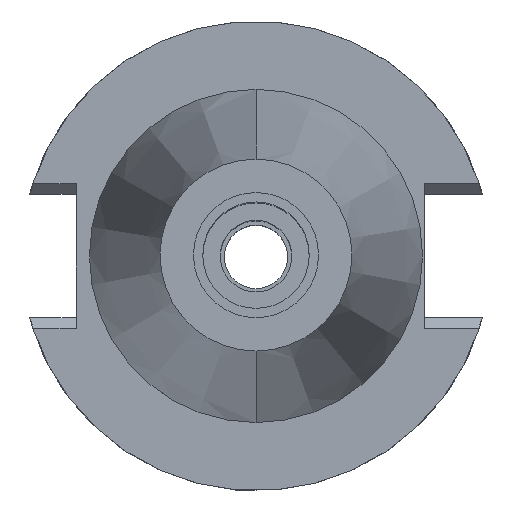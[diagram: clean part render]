
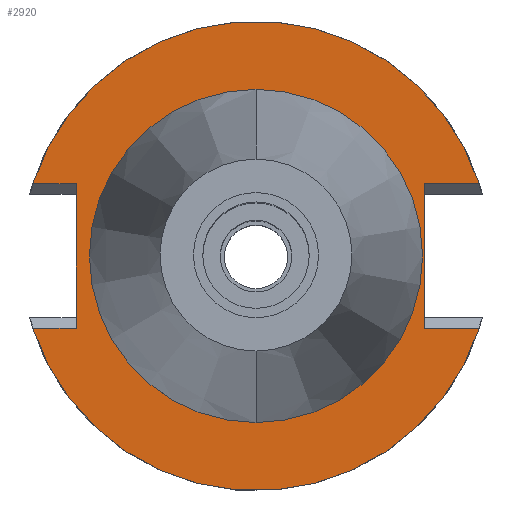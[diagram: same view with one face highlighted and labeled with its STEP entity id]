
A CAD part, top view. The second image highlights one B-rep face of the part: STEP entity #2920.
In plain terms, the highlighted planar face has unit normal (0, 0, 1).
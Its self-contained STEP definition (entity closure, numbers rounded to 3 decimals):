
#40 = DIRECTION ( 'NONE',  ( 0., -1., 0. ) ) ;
#63 = ORIENTED_EDGE ( 'NONE', *, *, #2074, .F. ) ;
#81 = LINE ( 'NONE', #3151, #327 ) ;
#94 = DIRECTION ( 'NONE',  ( 1., 0., 0. ) ) ;
#197 = DIRECTION ( 'NONE',  ( 0., 1., 0. ) ) ;
#202 = VERTEX_POINT ( 'NONE', #235 ) ;
#204 = DIRECTION ( 'NONE',  ( -1., 0., 0. ) ) ;
#221 = ORIENTED_EDGE ( 'NONE', *, *, #433, .T. ) ;
#235 = CARTESIAN_POINT ( 'NONE',  ( -37.68, 15.155, -1.5 ) ) ;
#262 = CIRCLE ( 'NONE', #2147, 34.925 ) ;
#303 = ORIENTED_EDGE ( 'NONE', *, *, #1545, .F. ) ;
#317 = VECTOR ( 'NONE', #972, 1000. ) ;
#327 = VECTOR ( 'NONE', #1122, 1000. ) ;
#342 = VERTEX_POINT ( 'NONE', #2645 ) ;
#359 = LINE ( 'NONE', #1658, #749 ) ;
#370 = ORIENTED_EDGE ( 'NONE', *, *, #506, .F. ) ;
#433 = EDGE_CURVE ( 'NONE', #3271, #474, #2982, .T. ) ;
#474 = VERTEX_POINT ( 'NONE', #1956 ) ;
#478 = VERTEX_POINT ( 'NONE', #2693 ) ;
#506 = EDGE_CURVE ( 'NONE', #478, #735, #359, .T. ) ;
#533 = VERTEX_POINT ( 'NONE', #2832 ) ;
#585 = CIRCLE ( 'NONE', #1334, 49.212 ) ;
#586 = ORIENTED_EDGE ( 'NONE', *, *, #2984, .F. ) ;
#591 = DIRECTION ( 'NONE',  ( 0., 1., 0. ) ) ;
#614 = DIRECTION ( 'NONE',  ( 0., 0., 1. ) ) ;
#700 = VECTOR ( 'NONE', #1859, 1000. ) ;
#735 = VERTEX_POINT ( 'NONE', #825 ) ;
#749 = VECTOR ( 'NONE', #94, 1000. ) ;
#777 = DIRECTION ( 'NONE',  ( 0., -1., 0. ) ) ;
#810 = EDGE_CURVE ( 'NONE', #533, #3121, #1974, .T. ) ;
#825 = CARTESIAN_POINT ( 'NONE',  ( 46.821, -15.155, -1.5 ) ) ;
#836 = CARTESIAN_POINT ( 'NONE',  ( 35.27, 15.155, -1.5 ) ) ;
#863 = LINE ( 'NONE', #2393, #1182 ) ;
#892 = CARTESIAN_POINT ( 'NONE',  ( -37.68, -15.155, -1.5 ) ) ;
#904 = DIRECTION ( 'NONE',  ( 0., 0., -1. ) ) ;
#972 = DIRECTION ( 'NONE',  ( 0., -1., 0. ) ) ;
#1008 = CARTESIAN_POINT ( 'NONE',  ( 0., 0., -1.5 ) ) ;
#1048 = EDGE_CURVE ( 'NONE', #735, #474, #585, .T. ) ;
#1117 = EDGE_CURVE ( 'NONE', #1178, #3121, #3159, .T. ) ;
#1122 = DIRECTION ( 'NONE',  ( -1., 0., 0. ) ) ;
#1129 = ORIENTED_EDGE ( 'NONE', *, *, #1048, .F. ) ;
#1156 = CARTESIAN_POINT ( 'NONE',  ( 46.821, 15.155, -1.5 ) ) ;
#1178 = VERTEX_POINT ( 'NONE', #1689 ) ;
#1182 = VECTOR ( 'NONE', #1856, 1000. ) ;
#1270 = EDGE_CURVE ( 'NONE', #1178, #478, #3239, .T. ) ;
#1271 = DIRECTION ( 'NONE',  ( 0., 0., -1. ) ) ;
#1288 = PLANE ( 'NONE',  #2400 ) ;
#1318 = AXIS2_PLACEMENT_3D ( 'NONE', #1473, #2262, #777 ) ;
#1334 = AXIS2_PLACEMENT_3D ( 'NONE', #3209, #904, #40 ) ;
#1424 = CARTESIAN_POINT ( 'NONE',  ( -37.68, -15.155, -1.5 ) ) ;
#1434 = VECTOR ( 'NONE', #204, 1000. ) ;
#1473 = CARTESIAN_POINT ( 'NONE',  ( 0., 0., -1.5 ) ) ;
#1545 = EDGE_CURVE ( 'NONE', #3252, #342, #262, .T. ) ;
#1605 = AXIS2_PLACEMENT_3D ( 'NONE', #2783, #1748, #197 ) ;
#1656 = EDGE_CURVE ( 'NONE', #3271, #202, #863, .T. ) ;
#1658 = CARTESIAN_POINT ( 'NONE',  ( 35.27, -15.155, -1.5 ) ) ;
#1689 = CARTESIAN_POINT ( 'NONE',  ( 35.27, 15.155, -1.5 ) ) ;
#1739 = EDGE_LOOP ( 'NONE', ( #2315, #3172, #63, #3145, #221, #1129, #370, #2830 ) ) ;
#1748 = DIRECTION ( 'NONE',  ( 0., 0., -1. ) ) ;
#1797 = FACE_OUTER_BOUND ( 'NONE', #1739, .T. ) ;
#1856 = DIRECTION ( 'NONE',  ( 0., 1., 0. ) ) ;
#1859 = DIRECTION ( 'NONE',  ( 1., 0., 0. ) ) ;
#1875 = CARTESIAN_POINT ( 'NONE',  ( 0., 0., -1.5 ) ) ;
#1956 = CARTESIAN_POINT ( 'NONE',  ( -46.821, -15.155, -1.5 ) ) ;
#1974 = CIRCLE ( 'NONE', #1605, 49.212 ) ;
#2074 = EDGE_CURVE ( 'NONE', #202, #533, #81, .T. ) ;
#2147 = AXIS2_PLACEMENT_3D ( 'NONE', #1875, #614, #591 ) ;
#2201 = CARTESIAN_POINT ( 'NONE',  ( 0., 34.925, -1.5 ) ) ;
#2262 = DIRECTION ( 'NONE',  ( 0., 0., 1. ) ) ;
#2315 = ORIENTED_EDGE ( 'NONE', *, *, #1117, .T. ) ;
#2393 = CARTESIAN_POINT ( 'NONE',  ( -37.68, -15.155, -1.5 ) ) ;
#2400 = AXIS2_PLACEMENT_3D ( 'NONE', #1008, #1271, #2531 ) ;
#2531 = DIRECTION ( 'NONE',  ( 0., -1., 0. ) ) ;
#2645 = CARTESIAN_POINT ( 'NONE',  ( 0., -34.925, -1.5 ) ) ;
#2693 = CARTESIAN_POINT ( 'NONE',  ( 35.27, -15.155, -1.5 ) ) ;
#2767 = FACE_BOUND ( 'NONE', #3309, .T. ) ;
#2783 = CARTESIAN_POINT ( 'NONE',  ( 0., 0., -1.5 ) ) ;
#2830 = ORIENTED_EDGE ( 'NONE', *, *, #1270, .F. ) ;
#2832 = CARTESIAN_POINT ( 'NONE',  ( -46.821, 15.155, -1.5 ) ) ;
#2920 = ADVANCED_FACE ( 'NONE', ( #1797, #2767 ), #1288, .F. ) ;
#2951 = CIRCLE ( 'NONE', #1318, 34.925 ) ;
#2982 = LINE ( 'NONE', #1424, #1434 ) ;
#2984 = EDGE_CURVE ( 'NONE', #342, #3252, #2951, .T. ) ;
#3121 = VERTEX_POINT ( 'NONE', #1156 ) ;
#3145 = ORIENTED_EDGE ( 'NONE', *, *, #1656, .F. ) ;
#3151 = CARTESIAN_POINT ( 'NONE',  ( -37.68, 15.155, -1.5 ) ) ;
#3159 = LINE ( 'NONE', #836, #700 ) ;
#3172 = ORIENTED_EDGE ( 'NONE', *, *, #810, .F. ) ;
#3209 = CARTESIAN_POINT ( 'NONE',  ( 0., 0., -1.5 ) ) ;
#3239 = LINE ( 'NONE', #3296, #317 ) ;
#3252 = VERTEX_POINT ( 'NONE', #2201 ) ;
#3271 = VERTEX_POINT ( 'NONE', #892 ) ;
#3296 = CARTESIAN_POINT ( 'NONE',  ( 35.27, 15.155, -1.5 ) ) ;
#3309 = EDGE_LOOP ( 'NONE', ( #303, #586 ) ) ;
